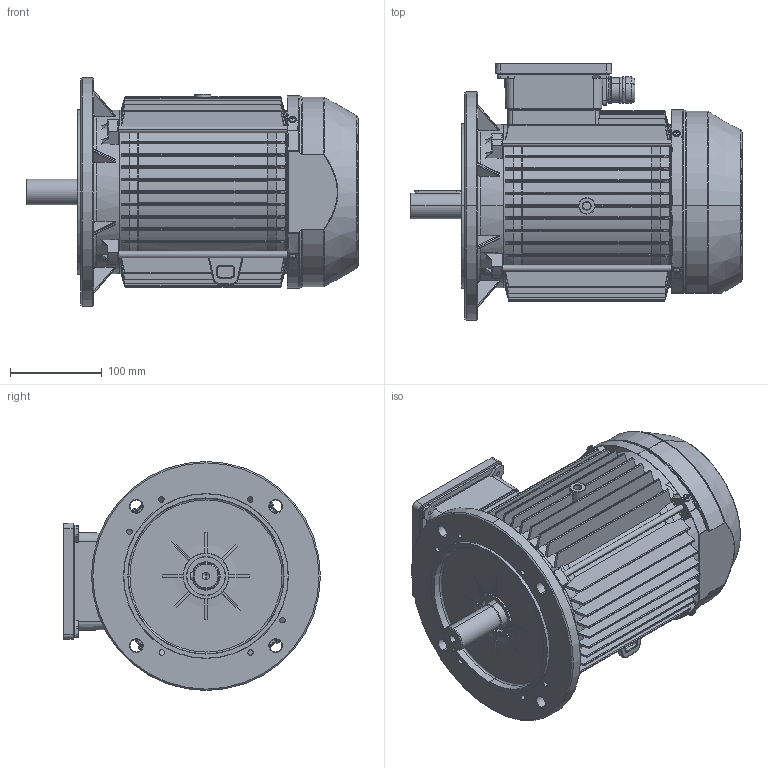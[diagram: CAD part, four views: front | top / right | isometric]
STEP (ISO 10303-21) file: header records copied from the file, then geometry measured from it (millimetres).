
FILE_DESCRIPTION (( 'STEP AP214' ), '1' );
FILE_NAME ('FCA 112MT-B5-IC411-2-4-6-8 POLES.STEP', '2024-10-10T08:18:36', ( '' ), ( '' ), 'SwSTEP 2.0', 'SolidWorks 2024', '' );
FILE_SCHEMA (( 'AUTOMOTIVE_DESIGN' ));
Length unit declared in the file: millimetre
Products named in the file (17): Coperchio scatola morsetti tipo 100; GRUPPO COPRIMORSETTIERA 100L; Carcassa 100-112MT-B5; Coprimorsettiera tipo 100_Passante doppio; Tappo M25; pan head cross recess screw_iso_ISO 7045 - M4 x 10 - Z --- 10N; parallel_din_Parallel key A8 x 7 x 50 DIN 6885; FCA 112MT-B5-IC411-2-4-6-8 POLES; Guarnizione scatola-motore tipo 100; Flangia FC100-112T_Cuscinetto_6206; Scudo C100-112T posteriore; Guarnizione scatola-coperchio tipo 100; PRESSACAVO M25; Tirante M7x208; Copriventola tipo 100; Scudo C100-112T anteriore; Albero C100L - Autoventilato
Assembly tree (23 placements, depth 3):
  FCA 112MT-B5-IC411-2-4-6-8 POLES
    Albero C100L - Autoventilato
    Flangia FC100-112T_Cuscinetto_6206
    Scudo C100-112T anteriore
    Scudo C100-112T posteriore
    Copriventola tipo 100
    pan head cross recess screw_iso_ISO 7045 - M4 x 10 - Z --- 10N  x4
    parallel_din_Parallel key A8 x 7 x 50 DIN 6885
    Tirante M7x208  x4
    Carcassa 100-112MT-B5
    GRUPPO COPRIMORSETTIERA 100L
      Coprimorsettiera tipo 100_Passante doppio
      Coperchio scatola morsetti tipo 100
      Guarnizione scatola-coperchio tipo 100
      PRESSACAVO M25
      Tappo M25  x2
      Guarnizione scatola-motore tipo 100
Bounding box: 362.5 x 280.5 x 250 mm (x, y, z)
Volume: 2368620.6 mm3; surface area: 1115408.7 mm2
Topology: 22 solids, 23 shells, 4883 faces, 13014 edges, 8255 vertices
Faces by surface type: plane 1905, cylinder 1113, cone 703, torus 639, bspline 495, sphere 28
Entity records: 169705 total; most frequent: CARTESIAN_POINT 58019, ORIENTED_EDGE 24932, DIRECTION 21215, EDGE_CURVE 12466, AXIS2_PLACEMENT_3D 8086, VERTEX_POINT 7923, EDGE_LOOP 5149, VECTOR 5043
